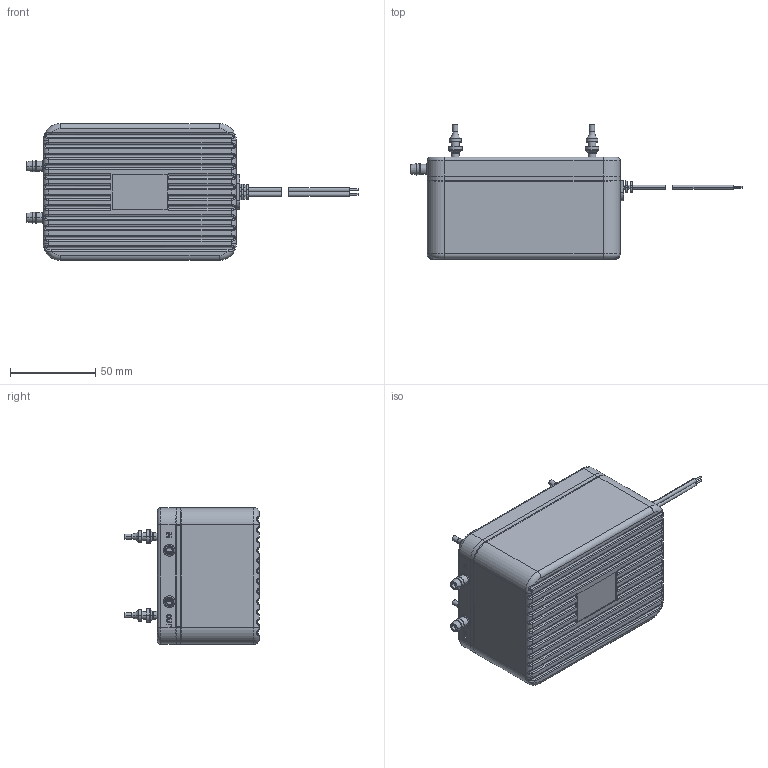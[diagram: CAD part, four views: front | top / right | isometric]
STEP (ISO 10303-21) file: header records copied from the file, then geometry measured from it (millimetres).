
FILE_DESCRIPTION((''),'2;1');
FILE_NAME('KPT38B_ASM','2018-03-30T',('wangsc'),(''),'CREO PARAMETRIC BY PTC INC, 2015200','CREO PARAMETRIC BY PTC INC, 2015200','');
FILE_SCHEMA(('CONFIG_CONTROL_DESIGN'));
Products named in the file (12): PT38BBB1-3; PT38BEV1-1; PT38BBB3-1_AF1; PT38BBB2-1_AF0; PT38ARB4-1_AF0; PT38ARB4-1_AF1; PT38ARB4-1_AF2; PT38ARB4-1_AF3; XIAOYINGAI_AF0_ASM; PT38BLW1-3_AF0; PT38BSC1-1; KPT38B_ASM
Assembly tree (14 placements, depth 3):
  KPT38B_ASM
    PT38BBB1-3
    PT38BEV1-1
    XIAOYINGAI_AF0_ASM
      PT38BBB3-1_AF1
      PT38BBB2-1_AF0
      PT38ARB4-1_AF0
      PT38ARB4-1_AF1
      PT38ARB4-1_AF2
      PT38ARB4-1_AF3
    PT38BLW1-3_AF0
    PT38BSC1-1  x4
Bounding box: 194.2 x 78.5 x 80 mm (x, y, z)
Volume: 189397.6 mm3; surface area: 138226.9 mm2
Topology: 15 solids, 17 shells, 2238 faces, 5334 edges, 3219 vertices
Faces by surface type: cylinder 908, plane 674, torus 331, bspline 130, sphere 103, cone 88, extrusion 4
Entity records: 94791 total; most frequent: CARTESIAN_POINT 19605, DIRECTION 10583, ORIENTED_EDGE 9564, PRESENTATION_STYLE_ASSIGNMENT 6544, STYLED_ITEM 6544, EDGE_CURVE 4782, CURVE_STYLE 4602, AXIS2_PLACEMENT_3D 4094
